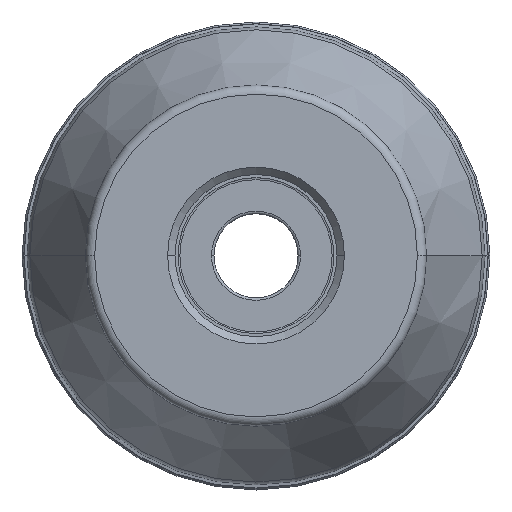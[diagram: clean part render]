
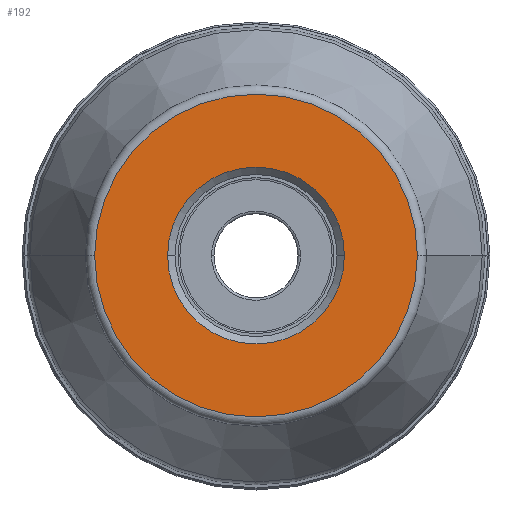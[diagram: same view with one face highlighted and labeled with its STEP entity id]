
A CAD part, top view. The second image highlights one B-rep face of the part: STEP entity #192.
In plain terms, the highlighted planar face has unit normal (0, 0, 1).
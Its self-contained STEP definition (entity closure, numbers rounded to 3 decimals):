
#28=PLANE('',#1880);
#34=FACE_BOUND('',#392,.T.);
#35=FACE_BOUND('',#393,.T.);
#192=ADVANCED_FACE('',(#34,#35),#28,.F.);
#392=EDGE_LOOP('',(#672,#673,#674,#675));
#393=EDGE_LOOP('',(#676,#677,#678,#679));
#672=ORIENTED_EDGE('',*,*,#1182,.F.);
#673=ORIENTED_EDGE('',*,*,#1180,.F.);
#674=ORIENTED_EDGE('',*,*,#1179,.T.);
#675=ORIENTED_EDGE('',*,*,#1183,.T.);
#676=ORIENTED_EDGE('',*,*,#1184,.T.);
#677=ORIENTED_EDGE('',*,*,#1185,.T.);
#678=ORIENTED_EDGE('',*,*,#1186,.T.);
#679=ORIENTED_EDGE('',*,*,#1187,.T.);
#979=VERTEX_POINT('',#3587);
#980=VERTEX_POINT('',#3589);
#981=VERTEX_POINT('',#3591);
#982=VERTEX_POINT('',#3595);
#983=VERTEX_POINT('',#3599);
#984=VERTEX_POINT('',#3600);
#985=VERTEX_POINT('',#3602);
#986=VERTEX_POINT('',#3604);
#1179=EDGE_CURVE('',#980,#979,#1428,.T.);
#1180=EDGE_CURVE('',#980,#981,#1429,.T.);
#1182=EDGE_CURVE('',#981,#982,#1431,.T.);
#1183=EDGE_CURVE('',#979,#982,#1432,.T.);
#1184=EDGE_CURVE('',#983,#984,#1433,.T.);
#1185=EDGE_CURVE('',#984,#985,#1434,.T.);
#1186=EDGE_CURVE('',#985,#986,#1435,.T.);
#1187=EDGE_CURVE('',#986,#983,#1436,.T.);
#1428=CIRCLE('',#1869,26.281);
#1429=CIRCLE('',#1870,26.281);
#1431=CIRCLE('',#1873,26.281);
#1432=CIRCLE('',#1874,26.281);
#1433=CIRCLE('',#1876,14.4);
#1434=CIRCLE('',#1877,14.4);
#1435=CIRCLE('',#1878,14.4);
#1436=CIRCLE('',#1879,14.4);
#1869=AXIS2_PLACEMENT_3D('',#3588,#2309,#2310);
#1870=AXIS2_PLACEMENT_3D('',#3590,#2311,#2312);
#1873=AXIS2_PLACEMENT_3D('',#3594,#2317,#2318);
#1874=AXIS2_PLACEMENT_3D('',#3596,#2319,#2320);
#1876=AXIS2_PLACEMENT_3D('',#3598,#2323,#2324);
#1877=AXIS2_PLACEMENT_3D('',#3601,#2325,#2326);
#1878=AXIS2_PLACEMENT_3D('',#3603,#2327,#2328);
#1879=AXIS2_PLACEMENT_3D('',#3605,#2329,#2330);
#1880=AXIS2_PLACEMENT_3D('',#3606,#2331,#2332);
#2309=DIRECTION('',(0.,0.,1.));
#2310=DIRECTION('',(1.,0.,0.));
#2311=DIRECTION('',(0.,0.,-1.));
#2312=DIRECTION('',(-1.,0.,0.));
#2317=DIRECTION('',(0.,0.,-1.));
#2318=DIRECTION('',(-1.,0.,0.));
#2319=DIRECTION('',(0.,0.,1.));
#2320=DIRECTION('',(1.,0.,0.));
#2323=DIRECTION('',(0.,0.,-1.));
#2324=DIRECTION('',(0.,-1.,0.));
#2325=DIRECTION('',(0.,0.,-1.));
#2326=DIRECTION('',(-1.,0.,0.));
#2327=DIRECTION('',(0.,0.,-1.));
#2328=DIRECTION('',(0.,1.,0.));
#2329=DIRECTION('',(0.,0.,-1.));
#2330=DIRECTION('',(1.,0.,0.));
#2331=DIRECTION('',(0.,0.,-1.));
#2332=DIRECTION('',(1.,0.,0.));
#3587=CARTESIAN_POINT('',(26.281,0.,0.));
#3588=CARTESIAN_POINT('',(0.,0.,0.));
#3589=CARTESIAN_POINT('',(26.281,-0.021,0.));
#3590=CARTESIAN_POINT('',(0.,0.,0.));
#3591=CARTESIAN_POINT('',(-26.281,0.,0.));
#3594=CARTESIAN_POINT('',(0.,0.,0.));
#3595=CARTESIAN_POINT('',(-26.281,0.021,0.));
#3596=CARTESIAN_POINT('',(0.,0.,0.));
#3598=CARTESIAN_POINT('',(0.,0.,0.));
#3599=CARTESIAN_POINT('',(0.,-14.4,0.));
#3600=CARTESIAN_POINT('',(-14.4,0.,0.));
#3601=CARTESIAN_POINT('',(0.,0.,0.));
#3602=CARTESIAN_POINT('',(0.,14.4,0.));
#3603=CARTESIAN_POINT('',(0.,0.,0.));
#3604=CARTESIAN_POINT('',(14.4,0.,0.));
#3605=CARTESIAN_POINT('',(0.,0.,0.));
#3606=CARTESIAN_POINT('',(0.,0.,0.));
